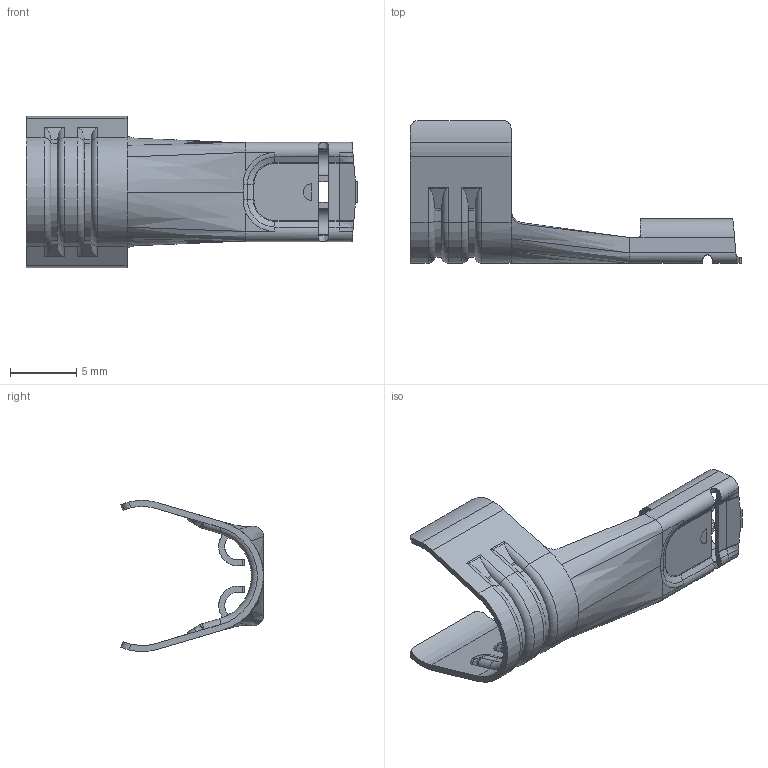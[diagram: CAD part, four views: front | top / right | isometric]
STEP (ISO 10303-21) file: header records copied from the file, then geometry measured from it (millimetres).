
FILE_DESCRIPTION (( 'STEP AP203' ), '1' );
FILE_NAME ('ID260.STEP', '2020-03-06T14:23:24', ( 'tempuser' ), ( 'Microsoft' ), 'SwSTEP 2.0', 'SolidWorks 2019', '' );
FILE_SCHEMA (( 'CONFIG_CONTROL_DESIGN' ));
Length unit declared in the file: inch
Products named in the file (1): ID260
Bounding box: 25.07 x 10.79 x 11.43 mm (x, y, z)
Volume: 199.8 mm3; surface area: 933.7 mm2
Topology: 1 solids, 1 shells, 261 faces, 639 edges, 380 vertices
Faces by surface type: plane 90, cylinder 83, bspline 68, torus 16, cone 4
Entity records: 9476 total; most frequent: CARTESIAN_POINT 3725, ORIENTED_EDGE 1278, DIRECTION 1067, EDGE_CURVE 639, VERTEX_POINT 380, AXIS2_PLACEMENT_3D 373, LINE 321, VECTOR 321
